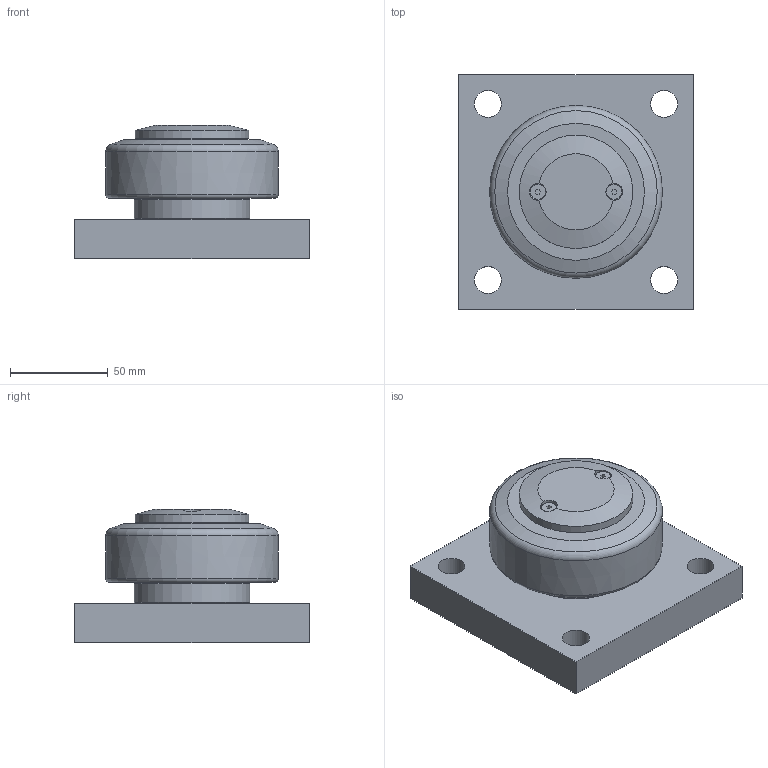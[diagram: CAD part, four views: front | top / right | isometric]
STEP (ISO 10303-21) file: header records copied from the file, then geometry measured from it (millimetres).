
FILE_DESCRIPTION(/* description */ ('-','CAx-IF Rec.Pracs.---Representation and Presentation of Product Manufacturing Information (PMI)---4.0---2014-10-13'),/* implementation_level */ '2;1');
FILE_NAME(/* name */ 'aac0c7d4-ede0-4a4a-a8e7-4892e2951b12.stp',/* time_stamp */ '2020-04-01T16:07:27+02:00',/* author */ ('-'),/* organization */ ('NTI CADcenter A/S'),/* preprocessor_version */ 'ST-DEVELOPER v18',/* originating_system */ 'Autodesk Inventor 2020',/* authorisation */ '-');
FILE_SCHEMA (('AP242_MANAGED_MODEL_BASED_3D_ENGINEERING_MIM_LF { 1 0 10303 442 1 1 4 }'));
Length unit declared in the file: millimetre
Products named in the file (1): HTR 090.0360 BQ1000_Kontur
Bounding box: 120 x 120 x 68 mm (x, y, z)
Volume: 492691.6 mm3; surface area: 59157.9 mm2
Topology: 1 solids, 1 shells, 50 faces, 131 edges, 91 vertices
Faces by surface type: plane 28, cylinder 12, cone 7, torus 2, bspline 1
Full cylindrical faces by diameter (mm): 7.8 x2, 8.6 x2, 13.835 x4, 55.3 x1, 55.5 x1, 58 x1, 59 x1
Entity records: 1694 total; most frequent: CARTESIAN_POINT 339, DIRECTION 287, ORIENTED_EDGE 262, EDGE_CURVE 131, AXIS2_PLACEMENT_3D 110, VERTEX_POINT 91, LINE 67, VECTOR 67
